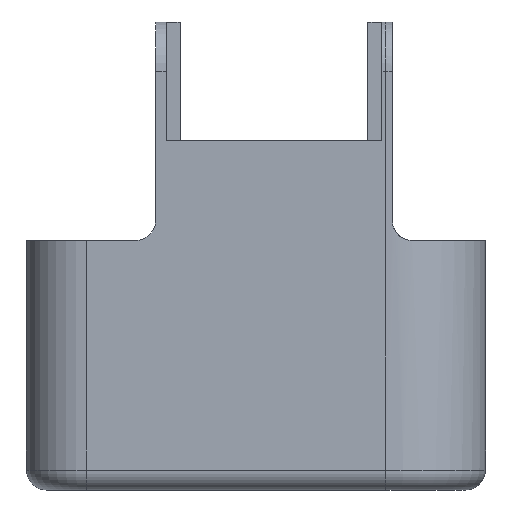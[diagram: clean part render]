
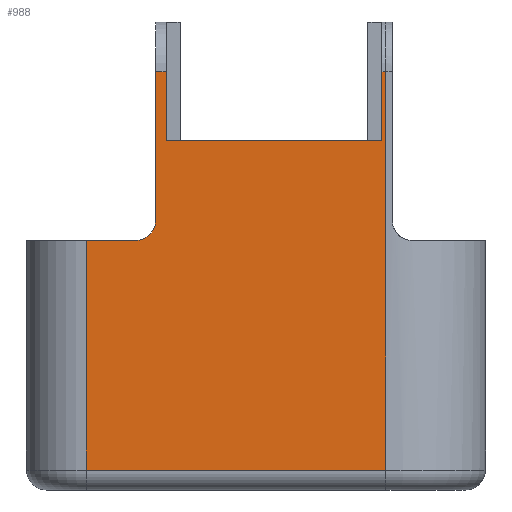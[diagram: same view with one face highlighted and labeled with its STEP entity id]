
A CAD part, left-side view. The second image highlights one B-rep face of the part: STEP entity #988.
In plain terms, the highlighted planar face has unit normal (-1, 0, 0).
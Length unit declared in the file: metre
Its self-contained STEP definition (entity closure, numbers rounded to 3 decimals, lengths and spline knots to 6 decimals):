
#62=CIRCLE('',#1079,0.00254);
#176=ORIENTED_EDGE('',*,*,#452,.T.);
#177=ORIENTED_EDGE('',*,*,#453,.T.);
#178=ORIENTED_EDGE('',*,*,#382,.T.);
#179=ORIENTED_EDGE('',*,*,#391,.T.);
#180=ORIENTED_EDGE('',*,*,#395,.F.);
#181=ORIENTED_EDGE('',*,*,#454,.T.);
#182=ORIENTED_EDGE('',*,*,#455,.T.);
#183=ORIENTED_EDGE('',*,*,#456,.T.);
#184=ORIENTED_EDGE('',*,*,#410,.T.);
#185=ORIENTED_EDGE('',*,*,#451,.F.);
#186=ORIENTED_EDGE('',*,*,#457,.T.);
#382=EDGE_CURVE('',#527,#526,#624,.T.);
#391=EDGE_CURVE('',#526,#534,#632,.T.);
#395=EDGE_CURVE('',#537,#534,#635,.T.);
#410=EDGE_CURVE('',#552,#553,#644,.T.);
#451=EDGE_CURVE('',#585,#553,#672,.T.);
#452=EDGE_CURVE('',#586,#587,#673,.T.);
#453=EDGE_CURVE('',#587,#527,#674,.T.);
#454=EDGE_CURVE('',#537,#588,#675,.T.);
#455=EDGE_CURVE('',#588,#589,#676,.T.);
#456=EDGE_CURVE('',#589,#552,#62,.T.);
#457=EDGE_CURVE('',#585,#586,#677,.F.);
#526=VERTEX_POINT('',#1466);
#527=VERTEX_POINT('',#1468);
#534=VERTEX_POINT('',#1484);
#537=VERTEX_POINT('',#1492);
#552=VERTEX_POINT('',#1525);
#553=VERTEX_POINT('',#1526);
#585=VERTEX_POINT('',#1604);
#586=VERTEX_POINT('',#1608);
#587=VERTEX_POINT('',#1609);
#588=VERTEX_POINT('',#1612);
#589=VERTEX_POINT('',#1614);
#624=LINE('',#1467,#715);
#632=LINE('',#1485,#723);
#635=LINE('',#1493,#726);
#644=LINE('',#1524,#735);
#672=LINE('',#1605,#763);
#673=LINE('',#1607,#764);
#674=LINE('',#1610,#765);
#675=LINE('',#1611,#766);
#676=LINE('',#1613,#767);
#677=LINE('',#1616,#768);
#715=VECTOR('',#1159,1.);
#723=VECTOR('',#1171,1.);
#726=VECTOR('',#1178,1.);
#735=VECTOR('',#1203,1.);
#763=VECTOR('',#1269,1.);
#764=VECTOR('',#1272,1.);
#765=VECTOR('',#1273,1.);
#766=VECTOR('',#1274,1.);
#767=VECTOR('',#1275,1.);
#768=VECTOR('',#1278,1.);
#819=EDGE_LOOP('',(#176,#177,#178,#179,#180,#181,#182,#183,#184,#185,#186));
#891=FACE_BOUND('',#819,.T.);
#956=PLANE('',#1078);
#988=ADVANCED_FACE('',(#891),#956,.F.);
#1078=AXIS2_PLACEMENT_3D('',#1606,#1270,#1271);
#1079=AXIS2_PLACEMENT_3D('',#1615,#1276,#1277);
#1159=DIRECTION('',(0.,0.,-1.));
#1171=DIRECTION('',(0.,1.,0.));
#1178=DIRECTION('',(0.,0.,-1.));
#1203=DIRECTION('',(0.,1.,0.));
#1269=DIRECTION('',(0.,0.,1.));
#1270=DIRECTION('',(1.,0.,0.));
#1271=DIRECTION('',(0.,0.,-1.));
#1272=DIRECTION('',(0.,0.,1.));
#1273=DIRECTION('',(0.,1.,0.));
#1274=DIRECTION('',(0.,1.,0.));
#1275=DIRECTION('',(0.,0.,-1.));
#1276=DIRECTION('',(1.,0.,0.));
#1277=DIRECTION('',(0.,0.,-1.));
#1278=DIRECTION('',(0.,1.,0.));
#1466=CARTESIAN_POINT('',(-0.0508,0.005588,0.0127));
#1467=CARTESIAN_POINT('',(-0.0508,0.005588,0.027813));
#1468=CARTESIAN_POINT('',(-0.0508,0.005588,0.021463));
#1484=CARTESIAN_POINT('',(-0.0508,0.03302,0.0127));
#1485=CARTESIAN_POINT('',(-0.0508,0.01778,0.0127));
#1492=CARTESIAN_POINT('',(-0.0508,0.03302,0.021463));
#1493=CARTESIAN_POINT('',(-0.0508,0.03302,0.027813));
#1524=CARTESIAN_POINT('',(-0.0508,0.01778,0.));
#1525=CARTESIAN_POINT('',(-0.0508,0.036906,0.));
#1526=CARTESIAN_POINT('',(-0.0508,0.04318,0.));
#1604=CARTESIAN_POINT('',(-0.0508,0.04318,-0.02921));
#1605=CARTESIAN_POINT('',(-0.0508,0.04318,-0.03175));
#1606=CARTESIAN_POINT('',(-0.0508,0.01778,-0.03175));
#1607=CARTESIAN_POINT('',(-0.0508,0.00508,-0.03175));
#1608=CARTESIAN_POINT('',(-0.0508,0.00508,-0.02921));
#1609=CARTESIAN_POINT('',(-0.0508,0.00508,0.021463));
#1610=CARTESIAN_POINT('',(-0.0508,0.005588,0.021463));
#1611=CARTESIAN_POINT('',(-0.0508,0.034366,0.021463));
#1612=CARTESIAN_POINT('',(-0.0508,0.034366,0.021463));
#1613=CARTESIAN_POINT('',(-0.0508,0.034366,0.027813));
#1614=CARTESIAN_POINT('',(-0.0508,0.034366,0.00254));
#1615=CARTESIAN_POINT('',(-0.0508,0.036906,0.00254));
#1616=CARTESIAN_POINT('',(-0.0508,0.01778,-0.02921));
